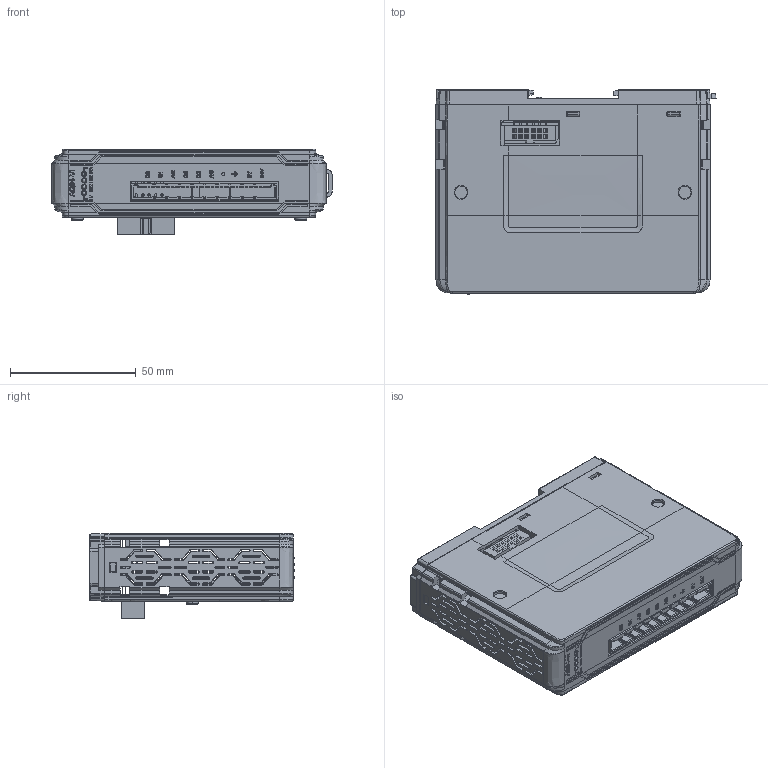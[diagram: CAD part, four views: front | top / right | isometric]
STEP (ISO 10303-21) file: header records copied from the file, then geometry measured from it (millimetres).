
FILE_DESCRIPTION (( 'STEP AP203' ), '1' );
FILE_NAME ('iR-AQ04-VI.STEP', '2018-12-11T02:55:22', ( '' ), ( '' ), 'SwSTEP 2.0', 'SolidWorks 2011', '' );
FILE_SCHEMA (( 'CONFIG_CONTROL_DESIGN' ));
Products named in the file (1): iR-AQ04-VI
Bounding box: 111.4 x 81.42 x 33.96 mm (x, y, z)
Surface area: 65372 mm2 (no closed solid volume)
Topology: 0 solids, 54 shells, 2046 faces, 8138 edges, 6080 vertices
Faces by surface type: plane 1289, cone 397, cylinder 229, bspline 83, torus 48
Entity records: 92644 total; most frequent: CARTESIAN_POINT 28080, ORIENTED_EDGE 12716, DIRECTION 12200, EDGE_CURVE 8130, VERTEX_POINT 6080, LINE 5498, VECTOR 5498, AXIS2_PLACEMENT_3D 3351
